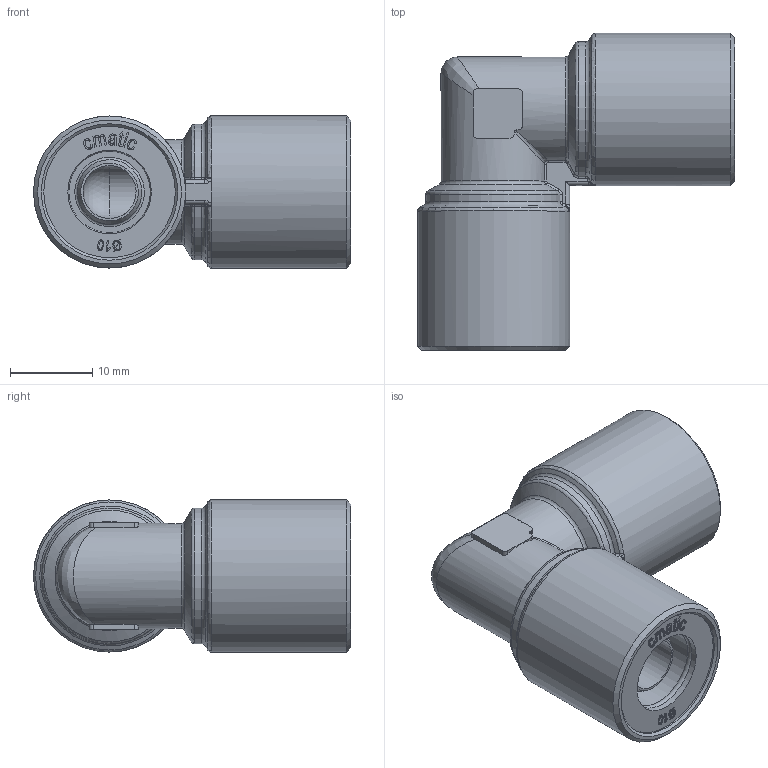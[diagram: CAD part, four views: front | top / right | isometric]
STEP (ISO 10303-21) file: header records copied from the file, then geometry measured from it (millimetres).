
FILE_DESCRIPTION(( 'MAF.28.10.10.stp' ), '1');
FILE_NAME( 'MAF.28.10.10.stp', '2021-02-19T15:25:55',( 'Sopra'),('sopra-pneumatic.com'), 'SwSTEP 2.0','SolidWorks 2009','' );
FILE_SCHEMA( ( 'CONFIG_CONTROL_DESIGN' ) );
Length unit declared in the file: millimetre
Products named in the file (1): Rivoluzione2
Bounding box: 38.55 x 38.55 x 18.5 mm (x, y, z)
Volume: 9318.6 mm3; surface area: 7014.7 mm2
Topology: 1 solids, 1 shells, 402 faces, 1041 edges, 674 vertices
Faces by surface type: bspline 171, plane 164, cylinder 42, torus 12, cone 12, sphere 1
Full cylindrical faces by diameter (mm): 6.45 x2, 6.5 x2, 7.85 x2, 10.15 x4, 16 x2, 18.5 x2
Entity records: 19662 total; most frequent: CARTESIAN_POINT 11142, ORIENTED_EDGE 2008, DIRECTION 1225, EDGE_CURVE 1004, VERTEX_POINT 664, LINE 525, VECTOR 525, EDGE_LOOP 464
